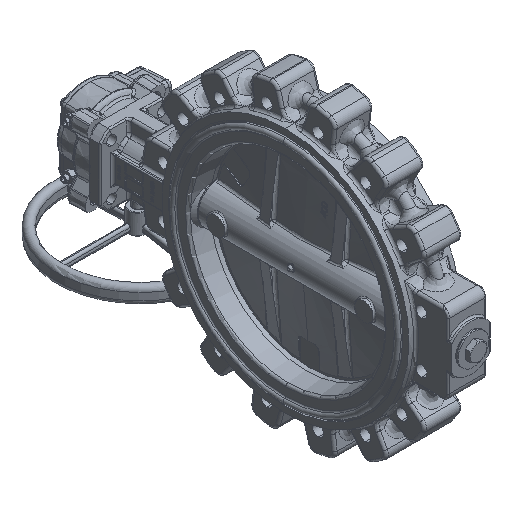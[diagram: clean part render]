
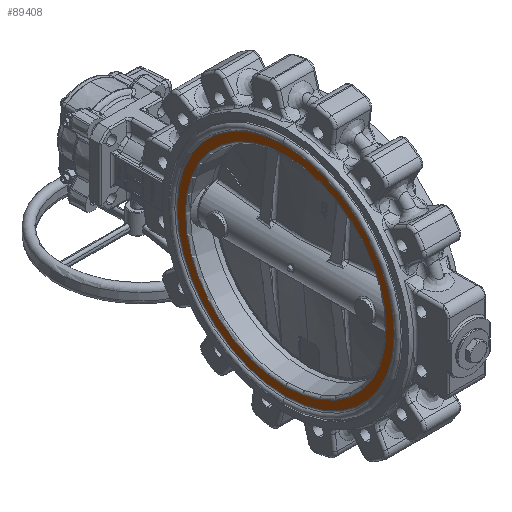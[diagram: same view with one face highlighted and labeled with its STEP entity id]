
A CAD part, isometric view. The second image highlights one B-rep face of the part: STEP entity #89408.
In plain terms, the highlighted planar face has unit normal (-1, 0, 0).
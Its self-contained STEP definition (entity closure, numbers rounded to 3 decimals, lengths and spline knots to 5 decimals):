
#4287 = FACE_OUTER_BOUND ( 'NONE', #116008, .T. ) ;
#5789 = CARTESIAN_POINT ( 'NONE',  ( -0.05075, 0., 0.19652 ) ) ;
#7554 = FACE_BOUND ( 'NONE', #153264, .T. ) ;
#15154 = VERTEX_POINT ( 'NONE', #201762 ) ;
#19678 = CIRCLE ( 'NONE', #143020, 0.19652 ) ;
#20141 = VERTEX_POINT ( 'NONE', #123770 ) ;
#24283 = ORIENTED_EDGE ( 'NONE', *, *, #150860, .F. ) ;
#24915 = ORIENTED_EDGE ( 'NONE', *, *, #192428, .T. ) ;
#25809 = CARTESIAN_POINT ( 'NONE',  ( -0.05075, 0., 0.21265 ) ) ;
#26601 = CIRCLE ( 'NONE', #51133, 0.21265 ) ;
#33866 = DIRECTION ( 'NONE',  ( 1., 0., 0. ) ) ;
#39547 = DIRECTION ( 'NONE',  ( 0., 0., 1. ) ) ;
#41727 = PLANE ( 'NONE',  #82548 ) ;
#51133 = AXIS2_PLACEMENT_3D ( 'NONE', #105262, #172564, #107419 ) ;
#58511 = CARTESIAN_POINT ( 'NONE',  ( -0.05075, 0., 0. ) ) ;
#64212 = ORIENTED_EDGE ( 'NONE', *, *, #131792, .T. ) ;
#65870 = CARTESIAN_POINT ( 'NONE',  ( -0.05075, 0., 0. ) ) ;
#82548 = AXIS2_PLACEMENT_3D ( 'NONE', #189638, #122365, #39547 ) ;
#83534 = CARTESIAN_POINT ( 'NONE',  ( -0.05075, 0., 0. ) ) ;
#89408 = ADVANCED_FACE ( 'NONE', ( #7554, #4287 ), #41727, .T. ) ;
#105262 = CARTESIAN_POINT ( 'NONE',  ( -0.05075, 0., 0. ) ) ;
#107419 = DIRECTION ( 'NONE',  ( 0., 0., -1. ) ) ;
#107731 = CIRCLE ( 'NONE', #111186, 0.19652 ) ;
#111186 = AXIS2_PLACEMENT_3D ( 'NONE', #58511, #159001, #214038 ) ;
#114482 = DIRECTION ( 'NONE',  ( 0., 0., -1. ) ) ;
#116008 = EDGE_LOOP ( 'NONE', ( #133437, #24283 ) ) ;
#117740 = DIRECTION ( 'NONE',  ( 0., 0., -1. ) ) ;
#122365 = DIRECTION ( 'NONE',  ( -1., 0., 0. ) ) ;
#123770 = CARTESIAN_POINT ( 'NONE',  ( -0.05075, 0., -0.21265 ) ) ;
#131792 = EDGE_CURVE ( 'NONE', #15154, #202051, #19678, .T. ) ;
#132097 = AXIS2_PLACEMENT_3D ( 'NONE', #65870, #33866, #117740 ) ;
#132134 = DIRECTION ( 'NONE',  ( 1., 0., 0. ) ) ;
#133437 = ORIENTED_EDGE ( 'NONE', *, *, #217870, .F. ) ;
#143020 = AXIS2_PLACEMENT_3D ( 'NONE', #83534, #132134, #114482 ) ;
#146257 = CIRCLE ( 'NONE', #132097, 0.21265 ) ;
#147022 = VERTEX_POINT ( 'NONE', #25809 ) ;
#150860 = EDGE_CURVE ( 'NONE', #147022, #20141, #26601, .T. ) ;
#153264 = EDGE_LOOP ( 'NONE', ( #64212, #24915 ) ) ;
#159001 = DIRECTION ( 'NONE',  ( 1., 0., 0. ) ) ;
#172564 = DIRECTION ( 'NONE',  ( 1., 0., 0. ) ) ;
#189638 = CARTESIAN_POINT ( 'NONE',  ( -0.05075, 0., -0.21265 ) ) ;
#192428 = EDGE_CURVE ( 'NONE', #202051, #15154, #107731, .T. ) ;
#201762 = CARTESIAN_POINT ( 'NONE',  ( -0.05075, 0., -0.19652 ) ) ;
#202051 = VERTEX_POINT ( 'NONE', #5789 ) ;
#214038 = DIRECTION ( 'NONE',  ( 0., 0., -1. ) ) ;
#217870 = EDGE_CURVE ( 'NONE', #20141, #147022, #146257, .T. ) ;
